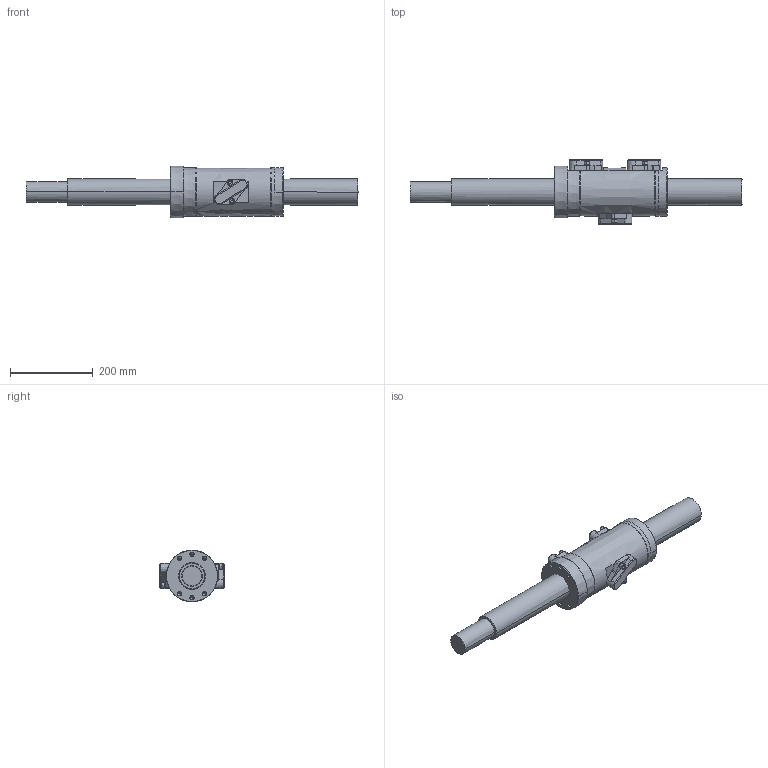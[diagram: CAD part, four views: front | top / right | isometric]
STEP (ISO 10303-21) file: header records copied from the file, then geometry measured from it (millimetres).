
FILE_DESCRIPTION((''),'2;1');
FILE_NAME('00_HSP6320FD_ASM','2022-07-12T20:33:24',('10019049'),(''),'CREO PARAMETRIC BY PTC INC, 2019080','CREO PARAMETRIC BY PTC INC, 2019080','');
FILE_SCHEMA(('CONFIG_CONTROL_DESIGN'));
Length unit declared in the file: millimetre
Products named in the file (6): NUT_HSP6320FD; ST_HSP6320FD; LOCKER_HSP6320FD; __8_0001; _M820_0001; 00_HSP6320FD_ASM
Assembly tree (17 placements, depth 2):
  00_HSP6320FD_ASM
    NUT_HSP6320FD
    ST_HSP6320FD
    LOCKER_HSP6320FD  x3
    __8_0001  x6
    _M820_0001  x6
Bounding box: 800 x 155 x 125 mm (x, y, z)
Surface area: 387490.5 mm2 (no closed solid volume)
Topology: 0 solids, 0 shells, 405 faces, 1894 edges, 1866 vertices
Faces by surface type: bspline 381, torus 24
Entity records: 20884 total; most frequent: CARTESIAN_POINT 12446, DIRECTION 1374, TRIMMED_CURVE 1126, VECTOR 932, LINE 932, DEFINITIONAL_REPRESENTATION 890, PCURVE 890, COMPOSITE_CURVE_SEGMENT 890
